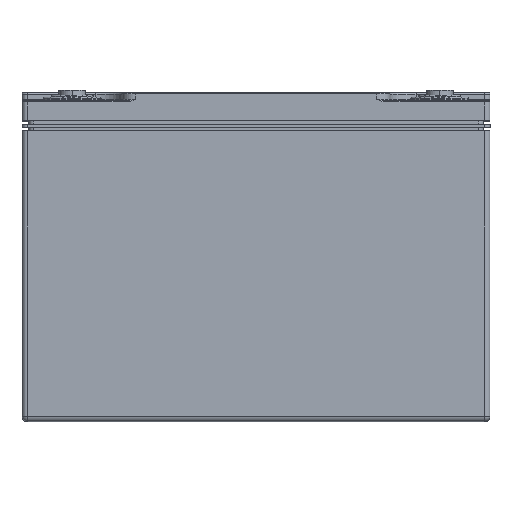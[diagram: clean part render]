
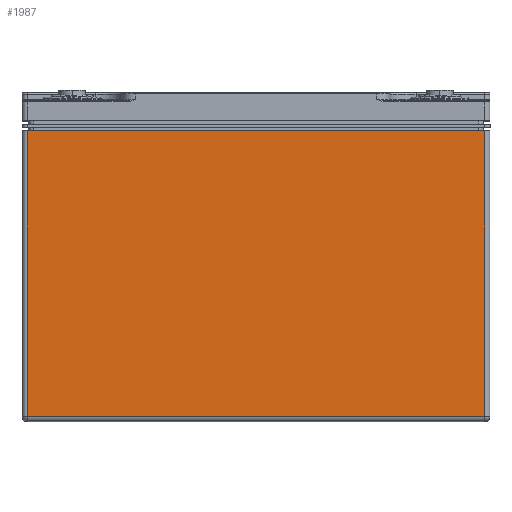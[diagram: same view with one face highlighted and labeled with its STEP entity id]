
A CAD part, top view. The second image highlights one B-rep face of the part: STEP entity #1987.
In plain terms, the highlighted planar face has unit normal (0, 0, 1).
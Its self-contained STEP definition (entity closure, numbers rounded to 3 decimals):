
#712 = LINE ( 'NONE', #5320, #2179 ) ;
#894 = EDGE_CURVE ( 'NONE', #5939, #1748, #3176, .T. ) ;
#911 = ORIENTED_EDGE ( 'NONE', *, *, #4756, .T. ) ;
#968 = EDGE_LOOP ( 'NONE', ( #911, #4172, #1599, #3750 ) ) ;
#1126 = VECTOR ( 'NONE', #5951, 1000. ) ;
#1307 = DIRECTION ( 'NONE',  ( 1., 0., 0. ) ) ;
#1542 = VECTOR ( 'NONE', #1307, 1000. ) ;
#1599 = ORIENTED_EDGE ( 'NONE', *, *, #3187, .T. ) ;
#1705 = VERTEX_POINT ( 'NONE', #5579 ) ;
#1748 = VERTEX_POINT ( 'NONE', #2780 ) ;
#1987 = ADVANCED_FACE ( 'NONE', ( #4083 ), #2141, .T. ) ;
#2141 = PLANE ( 'NONE',  #2206 ) ;
#2179 = VECTOR ( 'NONE', #3125, 1000. ) ;
#2206 = AXIS2_PLACEMENT_3D ( 'NONE', #5021, #4855, #2246 ) ;
#2246 = DIRECTION ( 'NONE',  ( 1., 0., 0. ) ) ;
#2780 = CARTESIAN_POINT ( 'NONE',  ( 175.8, 110.49, 0. ) ) ;
#3020 = VERTEX_POINT ( 'NONE', #3585 ) ;
#3063 = EDGE_CURVE ( 'NONE', #1705, #3020, #4113, .T. ) ;
#3125 = DIRECTION ( 'NONE',  ( 0., 1., 0. ) ) ;
#3176 = LINE ( 'NONE', #5011, #1542 ) ;
#3187 = EDGE_CURVE ( 'NONE', #3020, #1748, #712, .T. ) ;
#3283 = VECTOR ( 'NONE', #3461, 1000. ) ;
#3401 = CARTESIAN_POINT ( 'NONE',  ( 2., 0., 0. ) ) ;
#3461 = DIRECTION ( 'NONE',  ( 0., -1., 0. ) ) ;
#3585 = CARTESIAN_POINT ( 'NONE',  ( 175.8, 2., 0. ) ) ;
#3750 = ORIENTED_EDGE ( 'NONE', *, *, #894, .F. ) ;
#4083 = FACE_OUTER_BOUND ( 'NONE', #968, .T. ) ;
#4113 = LINE ( 'NONE', #4147, #1126 ) ;
#4147 = CARTESIAN_POINT ( 'NONE',  ( 0., 2., 0. ) ) ;
#4172 = ORIENTED_EDGE ( 'NONE', *, *, #3063, .T. ) ;
#4296 = LINE ( 'NONE', #3401, #3283 ) ;
#4413 = CARTESIAN_POINT ( 'NONE',  ( 2., 110.49, 0. ) ) ;
#4756 = EDGE_CURVE ( 'NONE', #5939, #1705, #4296, .T. ) ;
#4855 = DIRECTION ( 'NONE',  ( 0., 0., 1. ) ) ;
#5011 = CARTESIAN_POINT ( 'NONE',  ( 0., 110.49, 0. ) ) ;
#5021 = CARTESIAN_POINT ( 'NONE',  ( 0., 0., 0. ) ) ;
#5320 = CARTESIAN_POINT ( 'NONE',  ( 175.8, 0., 0. ) ) ;
#5579 = CARTESIAN_POINT ( 'NONE',  ( 2., 2., 0. ) ) ;
#5939 = VERTEX_POINT ( 'NONE', #4413 ) ;
#5951 = DIRECTION ( 'NONE',  ( 1., 0., 0. ) ) ;
